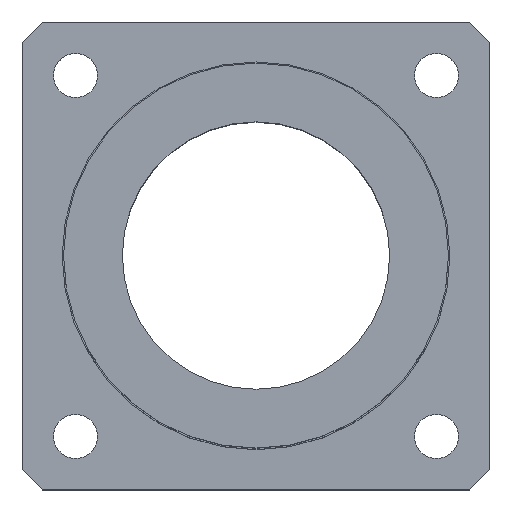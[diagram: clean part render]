
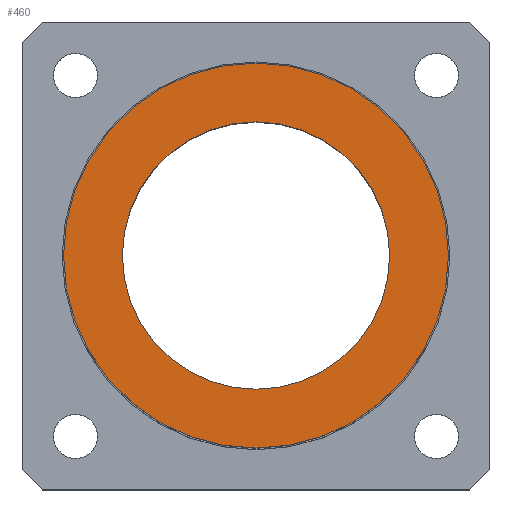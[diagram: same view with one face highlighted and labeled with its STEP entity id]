
A CAD part, top view. The second image highlights one B-rep face of the part: STEP entity #460.
In plain terms, the highlighted planar face has unit normal (0, 0, 1).
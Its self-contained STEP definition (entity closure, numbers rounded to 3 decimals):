
#4 = DIRECTION ( 'NONE',  ( 0., 0., 1. ) ) ;
#30 = CARTESIAN_POINT ( 'NONE',  ( 0., 0., 21. ) ) ;
#37 = EDGE_LOOP ( 'NONE', ( #771, #689 ) ) ;
#60 = VERTEX_POINT ( 'NONE', #648 ) ;
#97 = CARTESIAN_POINT ( 'NONE',  ( -28.8, 0., 21. ) ) ;
#202 = CIRCLE ( 'NONE', #500, 20. ) ;
#223 = DIRECTION ( 'NONE',  ( 1., 0., 0. ) ) ;
#228 = AXIS2_PLACEMENT_3D ( 'NONE', #783, #507, #723 ) ;
#238 = CARTESIAN_POINT ( 'NONE',  ( 0., 0., 21. ) ) ;
#254 = AXIS2_PLACEMENT_3D ( 'NONE', #510, #4, #223 ) ;
#337 = ORIENTED_EDGE ( 'NONE', *, *, #855, .T. ) ;
#361 = CARTESIAN_POINT ( 'NONE',  ( 20., 0., 21. ) ) ;
#373 = DIRECTION ( 'NONE',  ( 0., 0., 1. ) ) ;
#404 = ORIENTED_EDGE ( 'NONE', *, *, #497, .T. ) ;
#410 = EDGE_LOOP ( 'NONE', ( #404, #337 ) ) ;
#435 = AXIS2_PLACEMENT_3D ( 'NONE', #238, #669, #893 ) ;
#441 = CARTESIAN_POINT ( 'NONE',  ( 28.8, 0., 21. ) ) ;
#449 = DIRECTION ( 'NONE',  ( 0., 0., 1. ) ) ;
#460 = ADVANCED_FACE ( 'NONE', ( #573, #859 ), #503, .T. ) ;
#497 = EDGE_CURVE ( 'NONE', #891, #897, #888, .T. ) ;
#500 = AXIS2_PLACEMENT_3D ( 'NONE', #30, #449, #529 ) ;
#503 = PLANE ( 'NONE',  #254 ) ;
#507 = DIRECTION ( 'NONE',  ( 0., 0., 1. ) ) ;
#510 = CARTESIAN_POINT ( 'NONE',  ( 0., 0., 21. ) ) ;
#524 = DIRECTION ( 'NONE',  ( 1., 0., 0. ) ) ;
#529 = DIRECTION ( 'NONE',  ( 1., 0., 0. ) ) ;
#550 = VERTEX_POINT ( 'NONE', #361 ) ;
#573 = FACE_BOUND ( 'NONE', #37, .T. ) ;
#605 = AXIS2_PLACEMENT_3D ( 'NONE', #731, #373, #524 ) ;
#648 = CARTESIAN_POINT ( 'NONE',  ( -20., 0., 21. ) ) ;
#669 = DIRECTION ( 'NONE',  ( 0., 0., 1. ) ) ;
#689 = ORIENTED_EDGE ( 'NONE', *, *, #781, .F. ) ;
#723 = DIRECTION ( 'NONE',  ( 1., 0., 0. ) ) ;
#726 = CIRCLE ( 'NONE', #435, 28.8 ) ;
#731 = CARTESIAN_POINT ( 'NONE',  ( 0., 0., 21. ) ) ;
#771 = ORIENTED_EDGE ( 'NONE', *, *, #818, .F. ) ;
#781 = EDGE_CURVE ( 'NONE', #60, #550, #929, .T. ) ;
#783 = CARTESIAN_POINT ( 'NONE',  ( 0., 0., 21. ) ) ;
#818 = EDGE_CURVE ( 'NONE', #550, #60, #202, .T. ) ;
#855 = EDGE_CURVE ( 'NONE', #897, #891, #726, .T. ) ;
#859 = FACE_OUTER_BOUND ( 'NONE', #410, .T. ) ;
#888 = CIRCLE ( 'NONE', #228, 28.8 ) ;
#891 = VERTEX_POINT ( 'NONE', #441 ) ;
#893 = DIRECTION ( 'NONE',  ( 1., 0., 0. ) ) ;
#897 = VERTEX_POINT ( 'NONE', #97 ) ;
#929 = CIRCLE ( 'NONE', #605, 20. ) ;
